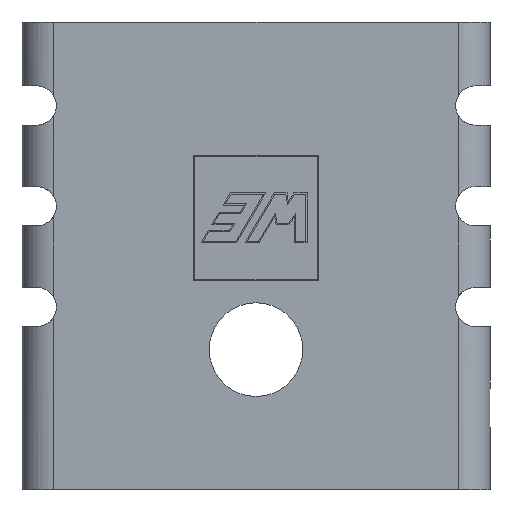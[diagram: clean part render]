
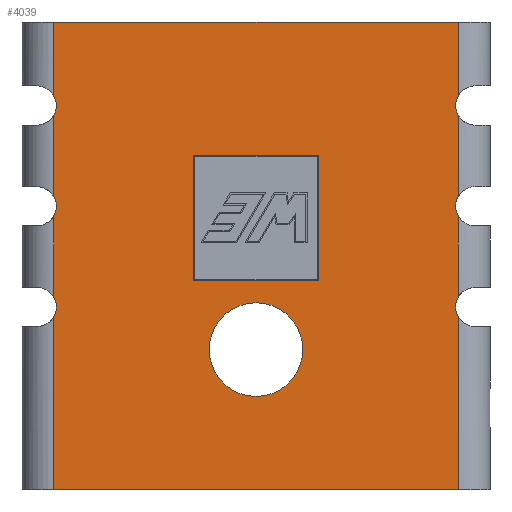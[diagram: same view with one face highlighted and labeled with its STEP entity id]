
A CAD part, front view. The second image highlights one B-rep face of the part: STEP entity #4039.
In plain terms, the highlighted planar face has unit normal (0, -1, 0).
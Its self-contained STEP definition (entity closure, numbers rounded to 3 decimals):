
#31=CIRCLE('',#4210,1.905);
#48=CIRCLE('',#4230,1.905);
#49=CIRCLE('',#4231,0.8);
#50=CIRCLE('',#4232,0.8);
#51=CIRCLE('',#4233,0.8);
#52=CIRCLE('',#4234,0.8);
#53=CIRCLE('',#4235,0.8);
#54=CIRCLE('',#4236,0.8);
#55=CIRCLE('',#4237,0.8);
#56=CIRCLE('',#4238,0.8);
#57=CIRCLE('',#4239,0.8);
#58=CIRCLE('',#4240,0.8);
#59=CIRCLE('',#4241,0.8);
#60=CIRCLE('',#4242,0.8);
#516=ORIENTED_EDGE('',*,*,#1183,.T.);
#517=ORIENTED_EDGE('',*,*,#1136,.T.);
#518=ORIENTED_EDGE('',*,*,#1184,.T.);
#519=ORIENTED_EDGE('',*,*,#1185,.T.);
#520=ORIENTED_EDGE('',*,*,#1186,.F.);
#521=ORIENTED_EDGE('',*,*,#1187,.T.);
#522=ORIENTED_EDGE('',*,*,#1188,.T.);
#523=ORIENTED_EDGE('',*,*,#1189,.F.);
#524=ORIENTED_EDGE('',*,*,#1190,.T.);
#525=ORIENTED_EDGE('',*,*,#1191,.T.);
#526=ORIENTED_EDGE('',*,*,#1192,.F.);
#527=ORIENTED_EDGE('',*,*,#1193,.F.);
#528=ORIENTED_EDGE('',*,*,#1194,.F.);
#529=ORIENTED_EDGE('',*,*,#1195,.T.);
#530=ORIENTED_EDGE('',*,*,#1196,.T.);
#531=ORIENTED_EDGE('',*,*,#1197,.F.);
#532=ORIENTED_EDGE('',*,*,#1198,.T.);
#533=ORIENTED_EDGE('',*,*,#1199,.T.);
#534=ORIENTED_EDGE('',*,*,#1200,.F.);
#535=ORIENTED_EDGE('',*,*,#1201,.T.);
#536=ORIENTED_EDGE('',*,*,#1202,.T.);
#537=ORIENTED_EDGE('',*,*,#1203,.F.);
#538=ORIENTED_EDGE('',*,*,#1204,.F.);
#539=ORIENTED_EDGE('',*,*,#1205,.F.);
#540=ORIENTED_EDGE('',*,*,#1082,.T.);
#541=ORIENTED_EDGE('',*,*,#1080,.T.);
#542=ORIENTED_EDGE('',*,*,#1078,.T.);
#543=ORIENTED_EDGE('',*,*,#1084,.T.);
#1078=EDGE_CURVE('',#1469,#1468,#1762,.T.);
#1080=EDGE_CURVE('',#1470,#1469,#1764,.T.);
#1082=EDGE_CURVE('',#1471,#1470,#1766,.T.);
#1084=EDGE_CURVE('',#1468,#1471,#1768,.T.);
#1136=EDGE_CURVE('',#1497,#1498,#31,.T.);
#1183=EDGE_CURVE('',#1498,#1497,#48,.T.);
#1184=EDGE_CURVE('',#1543,#1544,#49,.T.);
#1185=EDGE_CURVE('',#1544,#1545,#50,.T.);
#1186=EDGE_CURVE('',#1546,#1545,#1850,.T.);
#1187=EDGE_CURVE('',#1546,#1547,#51,.T.);
#1188=EDGE_CURVE('',#1547,#1548,#52,.T.);
#1189=EDGE_CURVE('',#1549,#1548,#1851,.T.);
#1190=EDGE_CURVE('',#1549,#1550,#53,.T.);
#1191=EDGE_CURVE('',#1550,#1551,#54,.T.);
#1192=EDGE_CURVE('',#1552,#1551,#1852,.T.);
#1193=EDGE_CURVE('',#1553,#1552,#1853,.T.);
#1194=EDGE_CURVE('',#1554,#1553,#1854,.T.);
#1195=EDGE_CURVE('',#1554,#1555,#55,.T.);
#1196=EDGE_CURVE('',#1555,#1556,#56,.T.);
#1197=EDGE_CURVE('',#1557,#1556,#1855,.T.);
#1198=EDGE_CURVE('',#1557,#1558,#57,.T.);
#1199=EDGE_CURVE('',#1558,#1559,#58,.T.);
#1200=EDGE_CURVE('',#1560,#1559,#1856,.T.);
#1201=EDGE_CURVE('',#1560,#1561,#59,.T.);
#1202=EDGE_CURVE('',#1561,#1562,#60,.T.);
#1203=EDGE_CURVE('',#1563,#1562,#1857,.T.);
#1204=EDGE_CURVE('',#1564,#1563,#1858,.T.);
#1205=EDGE_CURVE('',#1543,#1564,#1859,.T.);
#1468=VERTEX_POINT('',#5409);
#1469=VERTEX_POINT('',#5411);
#1470=VERTEX_POINT('',#5415);
#1471=VERTEX_POINT('',#5419);
#1497=VERTEX_POINT('',#5528);
#1498=VERTEX_POINT('',#5529);
#1543=VERTEX_POINT('',#5625);
#1544=VERTEX_POINT('',#5626);
#1545=VERTEX_POINT('',#5628);
#1546=VERTEX_POINT('',#5630);
#1547=VERTEX_POINT('',#5632);
#1548=VERTEX_POINT('',#5634);
#1549=VERTEX_POINT('',#5636);
#1550=VERTEX_POINT('',#5638);
#1551=VERTEX_POINT('',#5640);
#1552=VERTEX_POINT('',#5642);
#1553=VERTEX_POINT('',#5644);
#1554=VERTEX_POINT('',#5646);
#1555=VERTEX_POINT('',#5648);
#1556=VERTEX_POINT('',#5650);
#1557=VERTEX_POINT('',#5652);
#1558=VERTEX_POINT('',#5654);
#1559=VERTEX_POINT('',#5656);
#1560=VERTEX_POINT('',#5658);
#1561=VERTEX_POINT('',#5660);
#1562=VERTEX_POINT('',#5662);
#1563=VERTEX_POINT('',#5664);
#1564=VERTEX_POINT('',#5666);
#1762=LINE('',#5410,#2114);
#1764=LINE('',#5414,#2116);
#1766=LINE('',#5418,#2118);
#1768=LINE('',#5422,#2120);
#1850=LINE('',#5629,#2202);
#1851=LINE('',#5635,#2203);
#1852=LINE('',#5641,#2204);
#1853=LINE('',#5643,#2205);
#1854=LINE('',#5645,#2206);
#1855=LINE('',#5651,#2207);
#1856=LINE('',#5657,#2208);
#1857=LINE('',#5663,#2209);
#1858=LINE('',#5665,#2210);
#1859=LINE('',#5667,#2211);
#2114=VECTOR('',#4544,1000.);
#2116=VECTOR('',#4548,1000.);
#2118=VECTOR('',#4552,1000.);
#2120=VECTOR('',#4556,1000.);
#2202=VECTOR('',#4740,1000.);
#2203=VECTOR('',#4745,1000.);
#2204=VECTOR('',#4750,1000.);
#2205=VECTOR('',#4751,1000.);
#2206=VECTOR('',#4752,1000.);
#2207=VECTOR('',#4757,1000.);
#2208=VECTOR('',#4762,1000.);
#2209=VECTOR('',#4767,1000.);
#2210=VECTOR('',#4768,1000.);
#2211=VECTOR('',#4769,1000.);
#2426=EDGE_LOOP('',(#516,#517));
#2427=EDGE_LOOP('',(#518,#519,#520,#521,#522,#523,#524,#525,#526,#527,#528,
#529,#530,#531,#532,#533,#534,#535,#536,#537,#538,#539));
#2428=EDGE_LOOP('',(#540,#541,#542,#543));
#2599=FACE_BOUND('',#2426,.T.);
#2600=FACE_BOUND('',#2427,.T.);
#2601=FACE_BOUND('',#2428,.T.);
#2764=PLANE('',#4229);
#4039=ADVANCED_FACE('',(#2599,#2600,#2601),#2764,.F.);
#4210=AXIS2_PLACEMENT_3D('',#5527,#4664,#4665);
#4229=AXIS2_PLACEMENT_3D('',#5622,#4732,#4733);
#4230=AXIS2_PLACEMENT_3D('',#5623,#4734,#4735);
#4231=AXIS2_PLACEMENT_3D('',#5624,#4736,#4737);
#4232=AXIS2_PLACEMENT_3D('',#5627,#4738,#4739);
#4233=AXIS2_PLACEMENT_3D('',#5631,#4741,#4742);
#4234=AXIS2_PLACEMENT_3D('',#5633,#4743,#4744);
#4235=AXIS2_PLACEMENT_3D('',#5637,#4746,#4747);
#4236=AXIS2_PLACEMENT_3D('',#5639,#4748,#4749);
#4237=AXIS2_PLACEMENT_3D('',#5647,#4753,#4754);
#4238=AXIS2_PLACEMENT_3D('',#5649,#4755,#4756);
#4239=AXIS2_PLACEMENT_3D('',#5653,#4758,#4759);
#4240=AXIS2_PLACEMENT_3D('',#5655,#4760,#4761);
#4241=AXIS2_PLACEMENT_3D('',#5659,#4763,#4764);
#4242=AXIS2_PLACEMENT_3D('',#5661,#4765,#4766);
#4544=DIRECTION('',(-1.,0.,0.));
#4548=DIRECTION('',(0.,0.,-1.));
#4552=DIRECTION('',(1.,0.,0.));
#4556=DIRECTION('',(0.,0.,1.));
#4664=DIRECTION('',(0.,1.,0.));
#4665=DIRECTION('',(0.,0.,1.));
#4732=DIRECTION('',(0.,1.,0.));
#4733=DIRECTION('',(0.,0.,1.));
#4734=DIRECTION('',(0.,1.,0.));
#4735=DIRECTION('',(0.,0.,1.));
#4736=DIRECTION('',(0.,1.,0.));
#4737=DIRECTION('',(0.,0.,1.));
#4738=DIRECTION('',(0.,1.,0.));
#4739=DIRECTION('',(0.,0.,1.));
#4740=DIRECTION('',(0.,0.,1.));
#4741=DIRECTION('',(0.,1.,0.));
#4742=DIRECTION('',(0.,0.,1.));
#4743=DIRECTION('',(0.,1.,0.));
#4744=DIRECTION('',(0.,0.,1.));
#4745=DIRECTION('',(0.,0.,1.));
#4746=DIRECTION('',(0.,1.,0.));
#4747=DIRECTION('',(0.,0.,1.));
#4748=DIRECTION('',(0.,1.,0.));
#4749=DIRECTION('',(0.,0.,1.));
#4750=DIRECTION('',(0.,0.,1.));
#4751=DIRECTION('',(-1.,0.,0.));
#4752=DIRECTION('',(0.,0.,-1.));
#4753=DIRECTION('',(0.,1.,0.));
#4754=DIRECTION('',(0.,0.,1.));
#4755=DIRECTION('',(0.,1.,0.));
#4756=DIRECTION('',(0.,0.,1.));
#4757=DIRECTION('',(0.,0.,-1.));
#4758=DIRECTION('',(0.,1.,0.));
#4759=DIRECTION('',(0.,0.,1.));
#4760=DIRECTION('',(0.,1.,0.));
#4761=DIRECTION('',(0.,0.,1.));
#4762=DIRECTION('',(0.,0.,-1.));
#4763=DIRECTION('',(0.,1.,0.));
#4764=DIRECTION('',(0.,0.,1.));
#4765=DIRECTION('',(0.,1.,0.));
#4766=DIRECTION('',(0.,0.,1.));
#4767=DIRECTION('',(0.,0.,-1.));
#4768=DIRECTION('',(1.,0.,0.));
#4769=DIRECTION('',(0.,0.,1.));
#5409=CARTESIAN_POINT('',(-2.54,0.,-0.999));
#5410=CARTESIAN_POINT('',(0.,0.,-0.999));
#5411=CARTESIAN_POINT('',(2.54,0.,-0.999));
#5414=CARTESIAN_POINT('',(2.54,0.,1.555));
#5415=CARTESIAN_POINT('',(2.54,0.,4.108));
#5418=CARTESIAN_POINT('',(0.,0.,4.108));
#5419=CARTESIAN_POINT('',(-2.54,0.,4.108));
#5422=CARTESIAN_POINT('',(-2.54,0.,1.555));
#5527=CARTESIAN_POINT('',(0.,0.,-3.81));
#5528=CARTESIAN_POINT('',(0.,0.,-5.715));
#5529=CARTESIAN_POINT('',(0.,0.,-1.905));
#5622=CARTESIAN_POINT('',(0.,0.,0.));
#5623=CARTESIAN_POINT('',(0.,0.,-3.81));
#5624=CARTESIAN_POINT('',(-8.925,0.,6.125));
#5625=CARTESIAN_POINT('',(-8.225,0.,6.512));
#5626=CARTESIAN_POINT('',(-8.125,0.,6.125));
#5627=CARTESIAN_POINT('',(-8.925,0.,6.125));
#5628=CARTESIAN_POINT('',(-8.225,0.,5.738));
#5629=CARTESIAN_POINT('',(-8.225,0.,0.));
#5630=CARTESIAN_POINT('',(-8.225,0.,2.412));
#5631=CARTESIAN_POINT('',(-8.925,0.,2.025));
#5632=CARTESIAN_POINT('',(-8.125,0.,2.025));
#5633=CARTESIAN_POINT('',(-8.925,0.,2.025));
#5634=CARTESIAN_POINT('',(-8.225,0.,1.638));
#5635=CARTESIAN_POINT('',(-8.225,0.,0.));
#5636=CARTESIAN_POINT('',(-8.225,0.,-1.688));
#5637=CARTESIAN_POINT('',(-8.925,0.,-2.075));
#5638=CARTESIAN_POINT('',(-8.125,0.,-2.075));
#5639=CARTESIAN_POINT('',(-8.925,0.,-2.075));
#5640=CARTESIAN_POINT('',(-8.225,0.,-2.462));
#5641=CARTESIAN_POINT('',(-8.225,0.,0.));
#5642=CARTESIAN_POINT('',(-8.225,0.,-9.525));
#5643=CARTESIAN_POINT('',(9.525,0.,-9.525));
#5644=CARTESIAN_POINT('',(8.225,0.,-9.525));
#5645=CARTESIAN_POINT('',(8.225,0.,0.));
#5646=CARTESIAN_POINT('',(8.225,0.,-2.462));
#5647=CARTESIAN_POINT('',(8.925,0.,-2.075));
#5648=CARTESIAN_POINT('',(8.125,0.,-2.075));
#5649=CARTESIAN_POINT('',(8.925,0.,-2.075));
#5650=CARTESIAN_POINT('',(8.225,0.,-1.688));
#5651=CARTESIAN_POINT('',(8.225,0.,0.));
#5652=CARTESIAN_POINT('',(8.225,0.,1.638));
#5653=CARTESIAN_POINT('',(8.925,0.,2.025));
#5654=CARTESIAN_POINT('',(8.125,0.,2.025));
#5655=CARTESIAN_POINT('',(8.925,0.,2.025));
#5656=CARTESIAN_POINT('',(8.225,0.,2.412));
#5657=CARTESIAN_POINT('',(8.225,0.,0.));
#5658=CARTESIAN_POINT('',(8.225,0.,5.738));
#5659=CARTESIAN_POINT('',(8.925,0.,6.125));
#5660=CARTESIAN_POINT('',(8.125,0.,6.125));
#5661=CARTESIAN_POINT('',(8.925,0.,6.125));
#5662=CARTESIAN_POINT('',(8.225,0.,6.512));
#5663=CARTESIAN_POINT('',(8.225,0.,0.));
#5664=CARTESIAN_POINT('',(8.225,0.,9.525));
#5665=CARTESIAN_POINT('',(-9.525,0.,9.525));
#5666=CARTESIAN_POINT('',(-8.225,0.,9.525));
#5667=CARTESIAN_POINT('',(-8.225,0.,0.));
